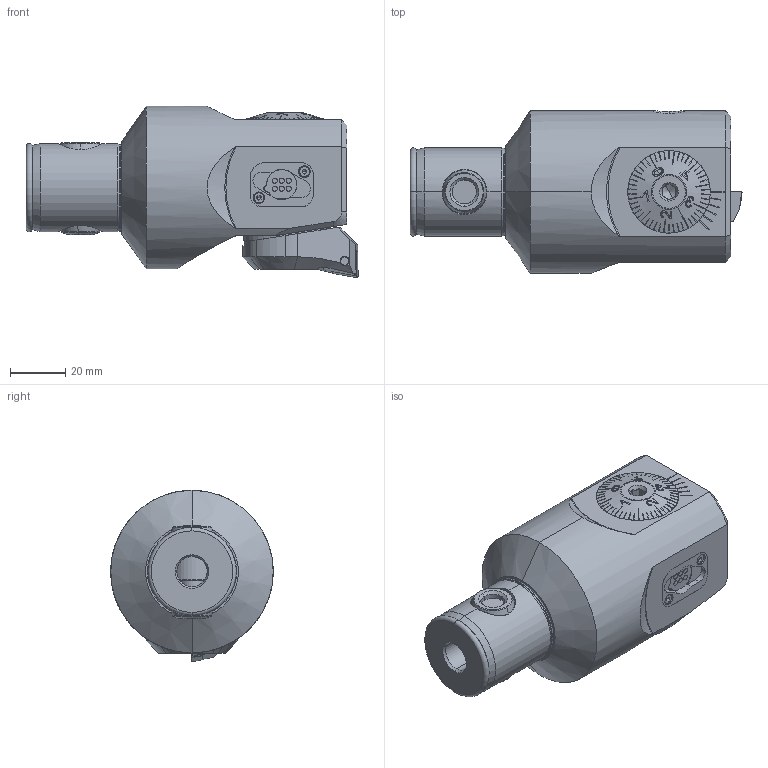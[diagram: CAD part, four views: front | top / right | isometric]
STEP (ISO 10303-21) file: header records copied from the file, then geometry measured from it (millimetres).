
FILE_DESCRIPTION (( 'STEP AP203' ), '1' );
FILE_NAME ('MD5-F55.DA4.080.STEP', '2019-09-05T15:02:46', ( '' ), ( '' ), 'SwSTEP 2.0', 'SolidWorks 2017', '' );
FILE_SCHEMA (( 'CONFIG_CONTROL_DESIGN' ));
Length unit declared in the file: millimetre
Products named in the file (28): MB50-ER2; MD5-F55.DA3.080_A; Fxx-BG7.DA1.0xx_B_F55; A55-BG3.011.033_A_gek〉zt; DIN 7984 - M10 x 16; F55-BG1.DA3.030_A; DIN 3771 - 25x1.5; F55-BG1.DA4.030; PEF-DA3.010.032_A_F55; MB50-ER1; A55-BG2.012.006_B; F55-WCB.001.013_D_fertigbearbeitet; MB50-BG1; F55-BG2.014.015_C_Fertig mit Gewinde; MB50-ER3; Fxx-MAB.xxx.xxx_A_F55; ISO 4026 - M10 x 8; F55-BG1.012.012_A; MD5-F55.DA4.080; WCB-ER2.001.009_A; A55-BG2.011.016_D; CCMT09T304; DIN 3771 - 13x1; F55-WCB.001.013; ISO 4762 - M2 x 4; Klebstoff D10; DIN 3771 - 14x1; A55-BG2.013.005_C
Assembly tree (30 placements, depth 3):
  MD5-F55.DA4.080
    MD5-F55.DA3.080_A
    F55-BG1.DA4.030
      F55-BG1.DA3.030_A
      F55-BG1.012.012_A
      A55-BG2.011.016_D
      F55-BG2.014.015_C_Fertig mit Gewinde
      A55-BG2.013.005_C
      DIN 3771 - 25x1.5
      A55-BG2.012.006_B
      Fxx-MAB.xxx.xxx_A_F55
    A55-BG3.011.033_A_gek〉zt
    WCB-ER2.001.009_A
    Klebstoff D10
    DIN 3771 - 13x1
    Fxx-BG7.DA1.0xx_B_F55
    ISO 4762 - M2 x 4  x2
    PEF-DA3.010.032_A_F55
    DIN 7984 - M10 x 16
    F55-WCB.001.013
      F55-WCB.001.013_D_fertigbearbeitet
      CCMT09T304
      WCB-ER2.001.009_A
    ISO 4026 - M10 x 8
    MB50-ER3
    MB50-BG1
      MB50-ER2
      MB50-ER1
      DIN 3771 - 14x1  x2
Bounding box: 120.54 x 59 x 62.2 mm (x, y, z)
Volume: 213032.1 mm3; surface area: 57787 mm2
Topology: 41 solids, 41 shells, 1259 faces, 3124 edges, 1946 vertices
Faces by surface type: plane 538, cylinder 288, cone 259, torus 119, bspline 51, sphere 4
Entity records: 46467 total; most frequent: CARTESIAN_POINT 15949, ORIENTED_EDGE 5864, DIRECTION 5536, EDGE_CURVE 2932, AXIS2_PLACEMENT_3D 2123, VERTEX_POINT 1849, VECTOR 1290, LINE 1290
